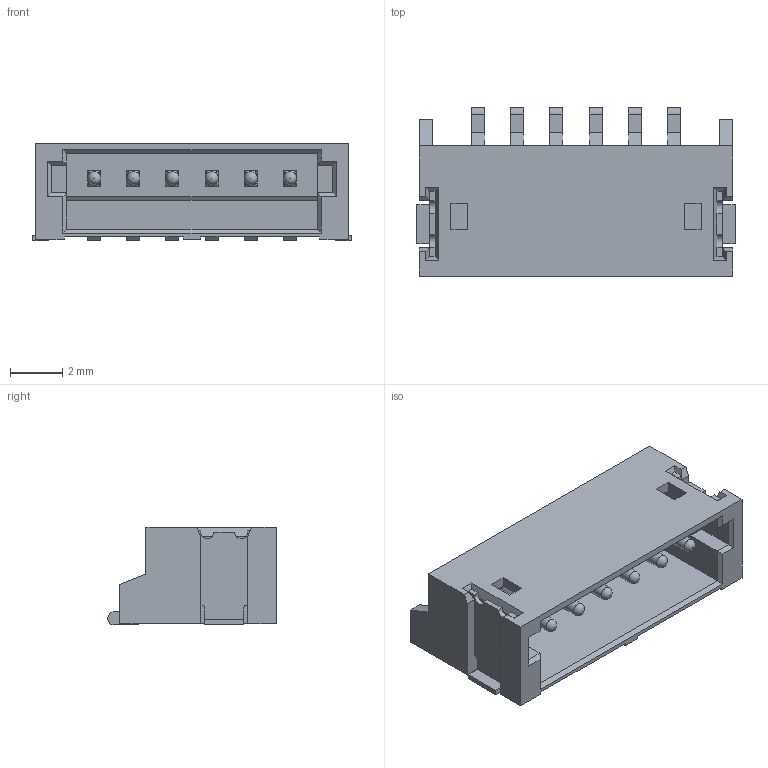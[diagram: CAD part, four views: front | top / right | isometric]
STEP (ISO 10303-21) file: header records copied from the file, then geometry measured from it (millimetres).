
FILE_DESCRIPTION(/* description */ ('Unknown'),/* implementation_level */ '2;1');
FILE_NAME(/* name */ '648106131822',/* time_stamp */ '2023-03-22T16:52:08+01:00',/* author */ ('Unknown'),/* organization */ ('Unknown'),/* preprocessor_version */ 'ST-DEVELOPER v18.102',/* originating_system */ 'Solid Edge',/* authorisation */ 'Unknown');
FILE_SCHEMA (('AUTOMOTIVE_DESIGN {1 0 10303 214 3 1 1}'));
Length unit declared in the file: millimetre
Products named in the file (4): 6481xx131822; 648106131822; 6481xx131822_PIN; 6481xx131822_PATTE
Assembly tree (9 placements, depth 2):
  6481xx131822
    648106131822
    6481xx131822_PIN  x6
    6481xx131822_PATTE  x2
Bounding box: 12.21 x 6.47 x 3.75 mm (x, y, z)
Volume: 97.2 mm3; surface area: 522.2 mm2
Topology: 9 solids, 9 shells, 317 faces, 866 edges, 538 vertices
Faces by surface type: plane 251, cylinder 24, bspline 24, torus 18
Full cylindrical faces by diameter (mm): 0.5 x6
Entity records: 6340 total; most frequent: CARTESIAN_POINT 1169, ORIENTED_EDGE 1088, DIRECTION 966, EDGE_CURVE 544, LINE 516, VECTOR 516, VERTEX_POINT 352, AXIS2_PLACEMENT_3D 225
